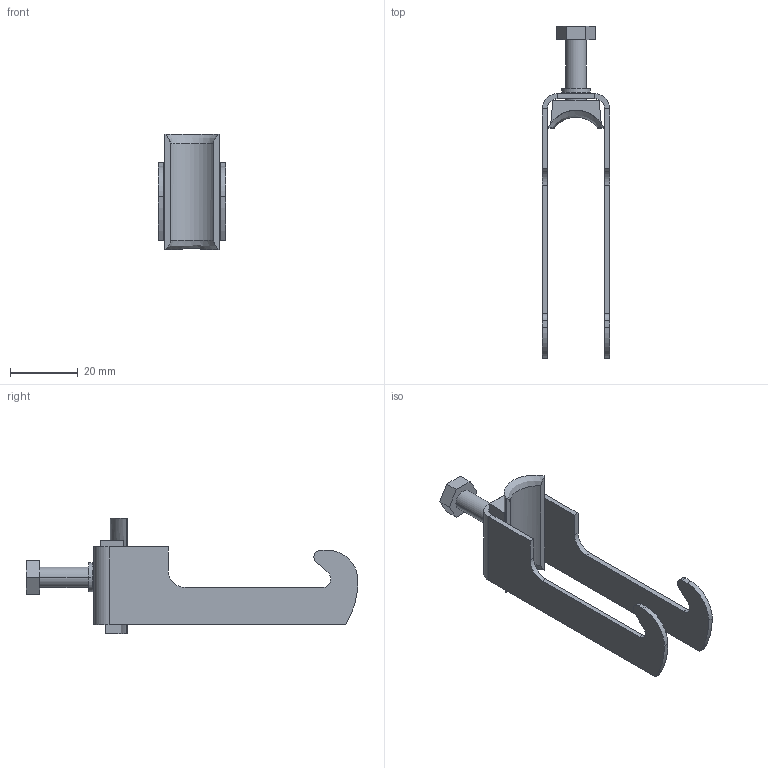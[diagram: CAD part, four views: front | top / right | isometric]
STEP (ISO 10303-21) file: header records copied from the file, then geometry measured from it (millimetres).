
FILE_DESCRIPTION (( 'STEP AP214' ), '1' );
FILE_NAME ('1180169.stp', '2017-09-15T08:49:12', ( '' ), ( '' ), 'SwSTEP 2.0', 'SolidWorks 2016', '' );
FILE_SCHEMA (( 'AUTOMOTIVE_DESIGN' ));
Length unit declared in the file: millimetre
Products named in the file (5): EB101-03-02_Standard; EB101-00-04_Standard; EB101-00-03_M6 x 18; EB501-03-01_Standard; 1180169
Assembly tree (4 placements, depth 2):
  1180169
    EB501-03-01_Standard
    EB101-00-03_M6 x 18
    EB101-00-04_Standard
    EB101-03-02_Standard
Bounding box: 20 x 98 x 34 mm (x, y, z)
Volume: 6672.7 mm3; surface area: 9443.6 mm2
Topology: 4 solids, 4 shells, 174 faces, 434 edges, 273 vertices
Faces by surface type: plane 123, cylinder 33, torus 8, cone 8, bspline 2
Entity records: 5579 total; most frequent: CARTESIAN_POINT 1221, DIRECTION 871, ORIENTED_EDGE 864, EDGE_CURVE 432, VECTOR 301, LINE 301, AXIS2_PLACEMENT_3D 285, VERTEX_POINT 273
